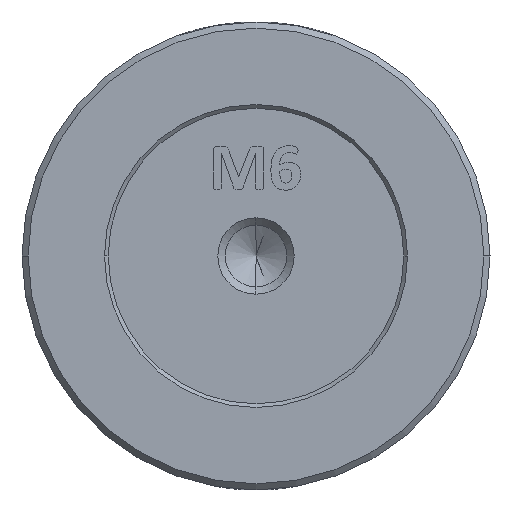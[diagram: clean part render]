
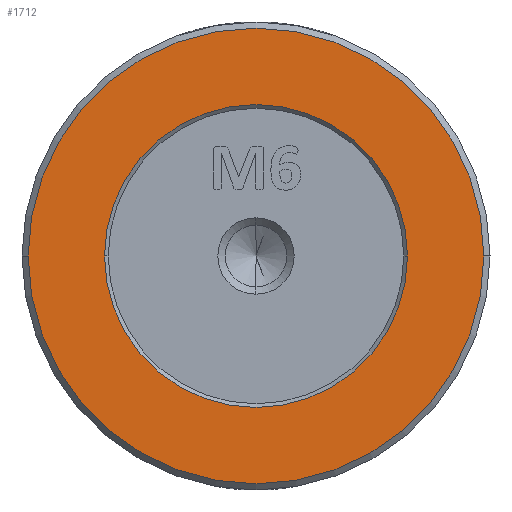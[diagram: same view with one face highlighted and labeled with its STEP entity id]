
A CAD part, left-side view. The second image highlights one B-rep face of the part: STEP entity #1712.
In plain terms, the highlighted planar face has unit normal (-1, 0, 0).
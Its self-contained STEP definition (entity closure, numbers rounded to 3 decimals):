
#1266 = ORIENTED_EDGE ( 'NONE', *, *, #19732, .T. ) ;
#1441 = DIRECTION ( 'NONE',  ( -1., 0., 0. ) ) ;
#1712 = ADVANCED_FACE ( 'NONE', ( #29963, #7990 ), #27564, .T. ) ;
#3071 = ORIENTED_EDGE ( 'NONE', *, *, #12143, .T. ) ;
#3371 = CIRCLE ( 'NONE', #21284, 12.3 ) ;
#4479 = EDGE_CURVE ( 'NONE', #13573, #6455, #16155, .T. ) ;
#4897 = CIRCLE ( 'NONE', #22817, 18.5 ) ;
#5592 = CARTESIAN_POINT ( 'NONE',  ( 0., 0., 0. ) ) ;
#5646 = CARTESIAN_POINT ( 'NONE',  ( 0., 0., 0. ) ) ;
#5656 = CARTESIAN_POINT ( 'NONE',  ( 0., 0., 0. ) ) ;
#6443 = CARTESIAN_POINT ( 'NONE',  ( 0., 0., 0. ) ) ;
#6455 = VERTEX_POINT ( 'NONE', #28176 ) ;
#6539 = CARTESIAN_POINT ( 'NONE',  ( 0., -12.3, 0. ) ) ;
#6652 = ORIENTED_EDGE ( 'NONE', *, *, #4479, .T. ) ;
#7984 = DIRECTION ( 'NONE',  ( 0., -1., 0. ) ) ;
#7990 = FACE_OUTER_BOUND ( 'NONE', #9766, .T. ) ;
#8980 = VERTEX_POINT ( 'NONE', #6539 ) ;
#9601 = CIRCLE ( 'NONE', #30274, 12.3 ) ;
#9766 = EDGE_LOOP ( 'NONE', ( #21569, #6652 ) ) ;
#10026 = AXIS2_PLACEMENT_3D ( 'NONE', #5592, #18720, #11332 ) ;
#11332 = DIRECTION ( 'NONE',  ( 0., 1., 0. ) ) ;
#11351 = EDGE_CURVE ( 'NONE', #6455, #13573, #4897, .T. ) ;
#12143 = EDGE_CURVE ( 'NONE', #8980, #27196, #3371, .T. ) ;
#12784 = DIRECTION ( 'NONE',  ( 1., 0., 0. ) ) ;
#13004 = DIRECTION ( 'NONE',  ( 0., -1., 0. ) ) ;
#13350 = DIRECTION ( 'NONE',  ( 0., -1., 0. ) ) ;
#13573 = VERTEX_POINT ( 'NONE', #30745 ) ;
#16155 = CIRCLE ( 'NONE', #20240, 18.5 ) ;
#18720 = DIRECTION ( 'NONE',  ( -1., 0., 0. ) ) ;
#18749 = DIRECTION ( 'NONE',  ( 0., -1., 0. ) ) ;
#19732 = EDGE_CURVE ( 'NONE', #27196, #8980, #9601, .T. ) ;
#20169 = CARTESIAN_POINT ( 'NONE',  ( 0., 0., 0. ) ) ;
#20240 = AXIS2_PLACEMENT_3D ( 'NONE', #5646, #25212, #13004 ) ;
#21284 = AXIS2_PLACEMENT_3D ( 'NONE', #6443, #23456, #13350 ) ;
#21569 = ORIENTED_EDGE ( 'NONE', *, *, #11351, .T. ) ;
#22817 = AXIS2_PLACEMENT_3D ( 'NONE', #5656, #1441, #18749 ) ;
#23456 = DIRECTION ( 'NONE',  ( 1., 0., 0. ) ) ;
#25212 = DIRECTION ( 'NONE',  ( -1., 0., 0. ) ) ;
#25440 = CARTESIAN_POINT ( 'NONE',  ( 0., 12.3, 0. ) ) ;
#27196 = VERTEX_POINT ( 'NONE', #25440 ) ;
#27564 = PLANE ( 'NONE',  #10026 ) ;
#28176 = CARTESIAN_POINT ( 'NONE',  ( 0., 18.5, 0. ) ) ;
#29485 = EDGE_LOOP ( 'NONE', ( #3071, #1266 ) ) ;
#29963 = FACE_BOUND ( 'NONE', #29485, .T. ) ;
#30274 = AXIS2_PLACEMENT_3D ( 'NONE', #20169, #12784, #7984 ) ;
#30745 = CARTESIAN_POINT ( 'NONE',  ( 0., -18.5, 0. ) ) ;
